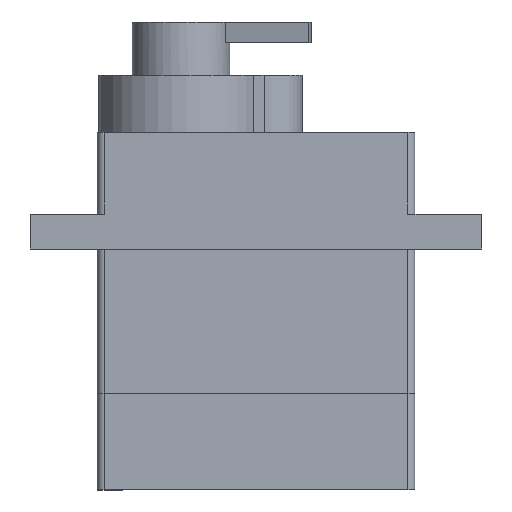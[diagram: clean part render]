
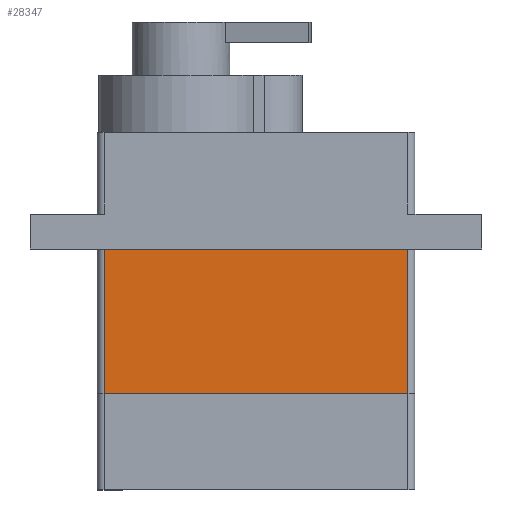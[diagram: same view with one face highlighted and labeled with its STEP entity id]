
A CAD part, front view. The second image highlights one B-rep face of the part: STEP entity #28347.
In plain terms, the highlighted planar face has unit normal (0, -1, 0).
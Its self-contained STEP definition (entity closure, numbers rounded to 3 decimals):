
#1004=FACE_OUTER_BOUND('',#2554,.T.);
#2554=EDGE_LOOP('',(#18851,#18852,#18853,#18854));
#4733=LINE('',#39979,#8327);
#4797=LINE('',#40131,#8391);
#4798=LINE('',#40133,#8392);
#4799=LINE('',#40134,#8393);
#8327=VECTOR('',#32132,21.75);
#8391=VECTOR('',#32246,10.35);
#8392=VECTOR('',#32247,21.75);
#8393=VECTOR('',#32248,10.35);
#11921=VERTEX_POINT('',#39977);
#11922=VERTEX_POINT('',#39978);
#11985=VERTEX_POINT('',#40130);
#11986=VERTEX_POINT('',#40132);
#14586=EDGE_CURVE('',#11921,#11922,#4733,.T.);
#14664=EDGE_CURVE('',#11985,#11921,#4797,.T.);
#14665=EDGE_CURVE('',#11985,#11986,#4798,.T.);
#14666=EDGE_CURVE('',#11986,#11922,#4799,.T.);
#18851=ORIENTED_EDGE('',*,*,#14586,.F.);
#18852=ORIENTED_EDGE('',*,*,#14664,.F.);
#18853=ORIENTED_EDGE('',*,*,#14665,.T.);
#18854=ORIENTED_EDGE('',*,*,#14666,.T.);
#27092=PLANE('',#30026);
#28347=ADVANCED_FACE('',(#1004),#27092,.T.);
#30026=AXIS2_PLACEMENT_3D('',#40129,#32244,#32245);
#32132=DIRECTION('',(1.,0.,0.));
#32244=DIRECTION('center_axis',(0.,-1.,0.));
#32245=DIRECTION('ref_axis',(-1.,0.,0.));
#32246=DIRECTION('',(0.,0.,1.));
#32247=DIRECTION('',(1.,0.,0.));
#32248=DIRECTION('',(0.,0.,1.));
#39977=CARTESIAN_POINT('',(-10.875,-18.55,9.55));
#39978=CARTESIAN_POINT('',(10.875,-18.55,9.55));
#39979=CARTESIAN_POINT('',(-10.875,-18.55,9.55));
#40129=CARTESIAN_POINT('Origin',(0.,-18.55,
-0.8));
#40130=CARTESIAN_POINT('',(-10.875,-18.55,-0.8));
#40131=CARTESIAN_POINT('',(-10.875,-18.55,-0.8));
#40132=CARTESIAN_POINT('',(10.875,-18.55,-0.8));
#40133=CARTESIAN_POINT('',(-10.875,-18.55,-0.8));
#40134=CARTESIAN_POINT('',(10.875,-18.55,-0.8));
